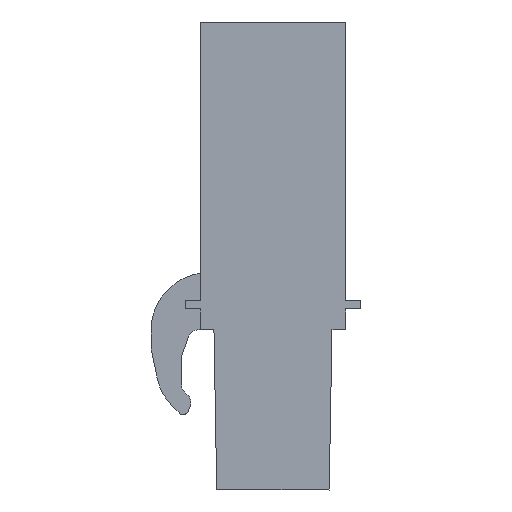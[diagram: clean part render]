
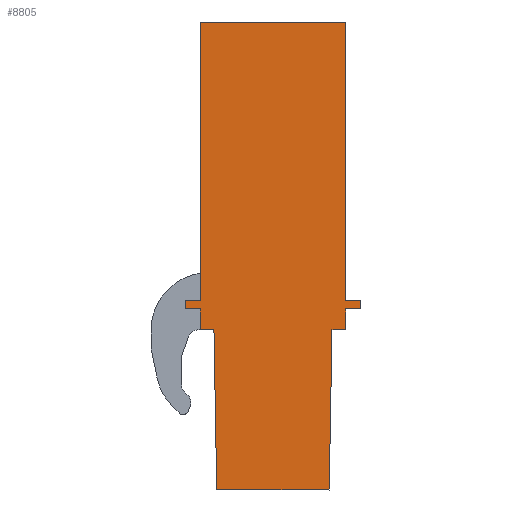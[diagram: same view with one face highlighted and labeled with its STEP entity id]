
A CAD part, left-side view. The second image highlights one B-rep face of the part: STEP entity #8805.
In plain terms, the highlighted planar face has unit normal (-1, 0, 0).
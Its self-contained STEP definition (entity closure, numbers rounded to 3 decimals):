
#8754=AXIS2_PLACEMENT_3D('Plane Axis2P3D',#8751,#8752,#8753) ;
#56=CARTESIAN_POINT('Vertex',(0.,0.8,24.55)) ;
#59=CARTESIAN_POINT('Line Origine',(0.,0.8,17.25)) ;
#63=CARTESIAN_POINT('Vertex',(0.,0.8,9.95)) ;
#8107=CARTESIAN_POINT('Vertex',(0.,1.66,0.)) ;
#8110=CARTESIAN_POINT('Line Origine',(0.,4.61,0.)) ;
#8114=CARTESIAN_POINT('Vertex',(0.,7.56,0.)) ;
#8186=CARTESIAN_POINT('Line Origine',(0.,7.633,4.2)) ;
#8190=CARTESIAN_POINT('Vertex',(0.,7.707,8.4)) ;
#8210=CARTESIAN_POINT('Line Origine',(0.,8.063,8.4)) ;
#8214=CARTESIAN_POINT('Vertex',(0.,8.42,8.4)) ;
#8298=CARTESIAN_POINT('Line Origine',(0.,8.42,8.95)) ;
#8302=CARTESIAN_POINT('Vertex',(0.,8.42,9.5)) ;
#8374=CARTESIAN_POINT('Line Origine',(0.,8.82,9.5)) ;
#8378=CARTESIAN_POINT('Vertex',(0.,9.22,9.5)) ;
#8450=CARTESIAN_POINT('Line Origine',(0.,9.22,9.725)) ;
#8454=CARTESIAN_POINT('Vertex',(0.,9.22,9.95)) ;
#8525=CARTESIAN_POINT('Vertex',(0.,0.,9.5)) ;
#8528=CARTESIAN_POINT('Line Origine',(0.,0.4,9.5)) ;
#8532=CARTESIAN_POINT('Vertex',(0.,0.8,9.5)) ;
#8547=CARTESIAN_POINT('Line Origine',(0.,0.8,8.95)) ;
#8551=CARTESIAN_POINT('Vertex',(0.,0.8,8.4)) ;
#8566=CARTESIAN_POINT('Line Origine',(0.,1.157,8.4)) ;
#8570=CARTESIAN_POINT('Vertex',(0.,1.513,8.4)) ;
#8590=CARTESIAN_POINT('Line Origine',(0.,1.587,4.2)) ;
#8751=CARTESIAN_POINT('Axis2P3D Location',(0.,0.,0.)) ;
#8756=CARTESIAN_POINT('Line Origine',(0.,0.,9.725)) ;
#8760=CARTESIAN_POINT('Vertex',(0.,0.,9.95)) ;
#8763=CARTESIAN_POINT('Line Origine',(0.,0.4,9.95)) ;
#8768=CARTESIAN_POINT('Line Origine',(0.,4.61,24.55)) ;
#8772=CARTESIAN_POINT('Vertex',(0.,8.42,24.55)) ;
#8775=CARTESIAN_POINT('Line Origine',(0.,8.42,17.25)) ;
#8779=CARTESIAN_POINT('Vertex',(0.,8.42,9.95)) ;
#8782=CARTESIAN_POINT('Line Origine',(0.,8.82,9.95)) ;
#60=DIRECTION('Vector Direction',(0.,0.,-1.)) ;
#8111=DIRECTION('Vector Direction',(0.,1.,0.)) ;
#8187=DIRECTION('Vector Direction',(0.,0.017,1.)) ;
#8211=DIRECTION('Vector Direction',(0.,1.,0.)) ;
#8299=DIRECTION('Vector Direction',(0.,0.,1.)) ;
#8375=DIRECTION('Vector Direction',(0.,1.,0.)) ;
#8451=DIRECTION('Vector Direction',(0.,0.,1.)) ;
#8529=DIRECTION('Vector Direction',(0.,1.,0.)) ;
#8548=DIRECTION('Vector Direction',(0.,0.,-1.)) ;
#8567=DIRECTION('Vector Direction',(0.,1.,0.)) ;
#8591=DIRECTION('Vector Direction',(0.,0.017,-1.)) ;
#8752=DIRECTION('Axis2P3D Direction',(-1.,0.,0.)) ;
#8753=DIRECTION('Axis2P3D XDirection',(0.,0.,1.)) ;
#8757=DIRECTION('Vector Direction',(0.,0.,-1.)) ;
#8764=DIRECTION('Vector Direction',(0.,-1.,0.)) ;
#8769=DIRECTION('Vector Direction',(0.,-1.,0.)) ;
#8776=DIRECTION('Vector Direction',(0.,0.,1.)) ;
#8783=DIRECTION('Vector Direction',(0.,-1.,0.)) ;
#61=VECTOR('Line Direction',#60,1.) ;
#8112=VECTOR('Line Direction',#8111,1.) ;
#8188=VECTOR('Line Direction',#8187,1.) ;
#8212=VECTOR('Line Direction',#8211,1.) ;
#8300=VECTOR('Line Direction',#8299,1.) ;
#8376=VECTOR('Line Direction',#8375,1.) ;
#8452=VECTOR('Line Direction',#8451,1.) ;
#8530=VECTOR('Line Direction',#8529,1.) ;
#8549=VECTOR('Line Direction',#8548,1.) ;
#8568=VECTOR('Line Direction',#8567,1.) ;
#8592=VECTOR('Line Direction',#8591,1.) ;
#8758=VECTOR('Line Direction',#8757,1.) ;
#8765=VECTOR('Line Direction',#8764,1.) ;
#8770=VECTOR('Line Direction',#8769,1.) ;
#8777=VECTOR('Line Direction',#8776,1.) ;
#8784=VECTOR('Line Direction',#8783,1.) ;
#8788=ORIENTED_EDGE('',*,*,#8594,.T.) ;
#8789=ORIENTED_EDGE('',*,*,#8572,.T.) ;
#8790=ORIENTED_EDGE('',*,*,#8553,.T.) ;
#8791=ORIENTED_EDGE('',*,*,#8534,.T.) ;
#8792=ORIENTED_EDGE('',*,*,#8762,.T.) ;
#8793=ORIENTED_EDGE('',*,*,#8767,.T.) ;
#8794=ORIENTED_EDGE('',*,*,#65,.T.) ;
#8795=ORIENTED_EDGE('',*,*,#8774,.T.) ;
#8796=ORIENTED_EDGE('',*,*,#8781,.T.) ;
#8797=ORIENTED_EDGE('',*,*,#8786,.T.) ;
#8798=ORIENTED_EDGE('',*,*,#8456,.T.) ;
#8799=ORIENTED_EDGE('',*,*,#8380,.T.) ;
#8800=ORIENTED_EDGE('',*,*,#8304,.T.) ;
#8801=ORIENTED_EDGE('',*,*,#8216,.T.) ;
#8802=ORIENTED_EDGE('',*,*,#8192,.T.) ;
#8803=ORIENTED_EDGE('',*,*,#8116,.T.) ;
#8805=ADVANCED_FACE('_BLC 5.08/13R OR 1610600000',(#8804),#8755,.T.) ;
#65=EDGE_CURVE('',#64,#57,#62,.F.) ;
#8116=EDGE_CURVE('',#8115,#8108,#8113,.F.) ;
#8192=EDGE_CURVE('',#8191,#8115,#8189,.F.) ;
#8216=EDGE_CURVE('',#8215,#8191,#8213,.F.) ;
#8304=EDGE_CURVE('',#8303,#8215,#8301,.F.) ;
#8380=EDGE_CURVE('',#8379,#8303,#8377,.F.) ;
#8456=EDGE_CURVE('',#8455,#8379,#8453,.F.) ;
#8534=EDGE_CURVE('',#8533,#8526,#8531,.F.) ;
#8553=EDGE_CURVE('',#8552,#8533,#8550,.F.) ;
#8572=EDGE_CURVE('',#8571,#8552,#8569,.F.) ;
#8594=EDGE_CURVE('',#8108,#8571,#8593,.F.) ;
#8762=EDGE_CURVE('',#8526,#8761,#8759,.F.) ;
#8767=EDGE_CURVE('',#8761,#64,#8766,.F.) ;
#8774=EDGE_CURVE('',#57,#8773,#8771,.F.) ;
#8781=EDGE_CURVE('',#8773,#8780,#8778,.F.) ;
#8786=EDGE_CURVE('',#8780,#8455,#8785,.F.) ;
#8787=EDGE_LOOP('',(#8788,#8789,#8790,#8791,#8792,#8793,#8794,#8795,#8796,#8797,#8798,#8799,#8800,#8801,#8802,#8803)) ;
#8804=FACE_OUTER_BOUND('',#8787,.T.) ;
#62=LINE('Line',#59,#61) ;
#8113=LINE('Line',#8110,#8112) ;
#8189=LINE('Line',#8186,#8188) ;
#8213=LINE('Line',#8210,#8212) ;
#8301=LINE('Line',#8298,#8300) ;
#8377=LINE('Line',#8374,#8376) ;
#8453=LINE('Line',#8450,#8452) ;
#8531=LINE('Line',#8528,#8530) ;
#8550=LINE('Line',#8547,#8549) ;
#8569=LINE('Line',#8566,#8568) ;
#8593=LINE('Line',#8590,#8592) ;
#8759=LINE('Line',#8756,#8758) ;
#8766=LINE('Line',#8763,#8765) ;
#8771=LINE('Line',#8768,#8770) ;
#8778=LINE('Line',#8775,#8777) ;
#8785=LINE('Line',#8782,#8784) ;
#8755=PLANE('',#8754) ;
#57=VERTEX_POINT('',#56) ;
#64=VERTEX_POINT('',#63) ;
#8108=VERTEX_POINT('',#8107) ;
#8115=VERTEX_POINT('',#8114) ;
#8191=VERTEX_POINT('',#8190) ;
#8215=VERTEX_POINT('',#8214) ;
#8303=VERTEX_POINT('',#8302) ;
#8379=VERTEX_POINT('',#8378) ;
#8455=VERTEX_POINT('',#8454) ;
#8526=VERTEX_POINT('',#8525) ;
#8533=VERTEX_POINT('',#8532) ;
#8552=VERTEX_POINT('',#8551) ;
#8571=VERTEX_POINT('',#8570) ;
#8761=VERTEX_POINT('',#8760) ;
#8773=VERTEX_POINT('',#8772) ;
#8780=VERTEX_POINT('',#8779) ;
